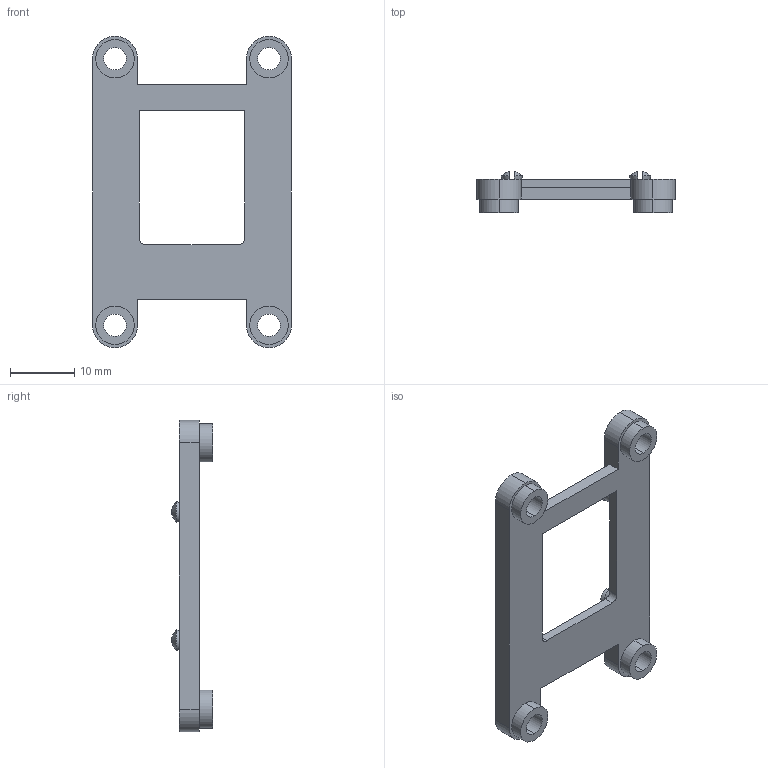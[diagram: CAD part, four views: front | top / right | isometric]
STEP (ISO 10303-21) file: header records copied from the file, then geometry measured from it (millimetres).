
FILE_DESCRIPTION (( 'STEP AP214' ), '1' );
FILE_NAME ('evm_mb_adapter.STEP', '2024-12-11T18:58:08', ( '' ), ( '' ), 'SwSTEP 2.0', 'SolidWorks 2025', '' );
FILE_SCHEMA (( 'AUTOMOTIVE_DESIGN' ));
Length unit declared in the file: millimetre
Products named in the file (1): evm_mb_adapter
Bounding box: 31 x 6.4 x 48.57 mm (x, y, z)
Volume: 2259 mm3; surface area: 2997.5 mm2
Topology: 1 solids, 1 shells, 91 faces, 246 edges, 164 vertices
Faces by surface type: plane 43, cylinder 32, cone 16
Entity records: 3035 total; most frequent: CARTESIAN_POINT 662, DIRECTION 494, ORIENTED_EDGE 492, EDGE_CURVE 246, AXIS2_PLACEMENT_3D 188, VERTEX_POINT 164, LINE 118, VECTOR 118
